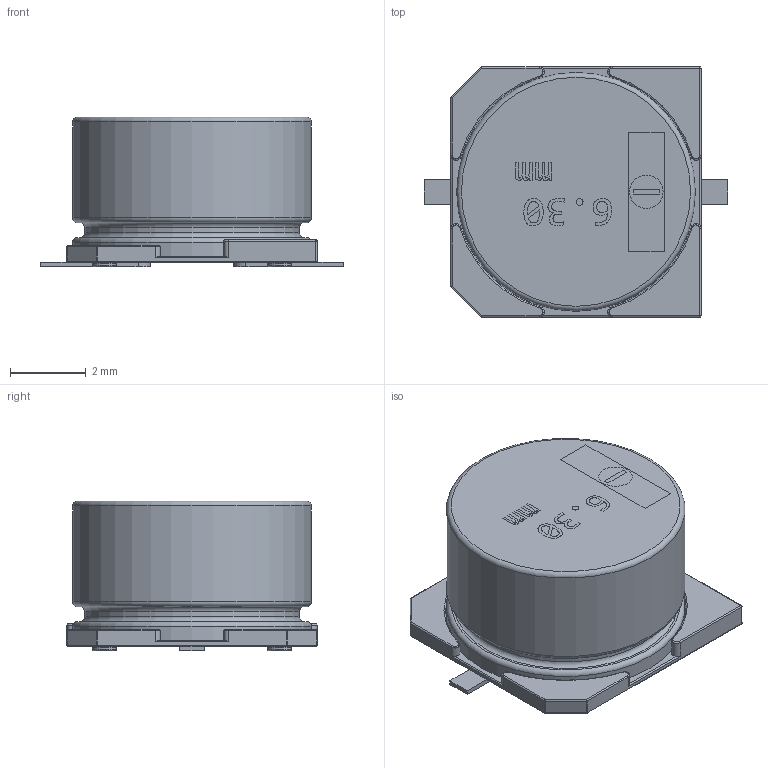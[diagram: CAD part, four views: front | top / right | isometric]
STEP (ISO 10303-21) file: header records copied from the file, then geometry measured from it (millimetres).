
FILE_DESCRIPTION(/* description */ (''),/* implementation_level */ '2;1');
FILE_NAME(/* name */ 'CAP SMT AL ELEC D6.30mm H3.95mm S6.60mm.step',/* time_stamp */ '2020-11-18T01:08:03+02:00',/* author */ (''),/* organization */ (''),/* preprocessor_version */ 'ST-DEVELOPER v18.1',/* originating_system */ 'Autodesk Translation Framework v9.3.0.1241',/* authorisation */ '');
FILE_SCHEMA (('AUTOMOTIVE_DESIGN { 1 0 10303 214 3 1 1 }'));
Length unit declared in the file: millimetre
Products named in the file (1): Model - SMT CAP ELEC
Bounding box: 8 x 6.6 x 3.95 mm (x, y, z)
Volume: 123.1 mm3; surface area: 184.1 mm2
Topology: 1 solids, 1 shells, 125 faces, 475 edges, 371 vertices
Faces by surface type: cylinder 47, plane 41, torus 25, sphere 12
Full cylindrical faces by diameter (mm): 0.63 x4, 5.67 x1, 6.3 x2
Entity records: 5725 total; most frequent: CARTESIAN_POINT 1748, ORIENTED_EDGE 950, DIRECTION 674, EDGE_CURVE 475, VERTEX_POINT 371, AXIS2_PLACEMENT_3D 265, B_SPLINE_CURVE_WITH_KNOTS 192, EDGE_LOOP 144
